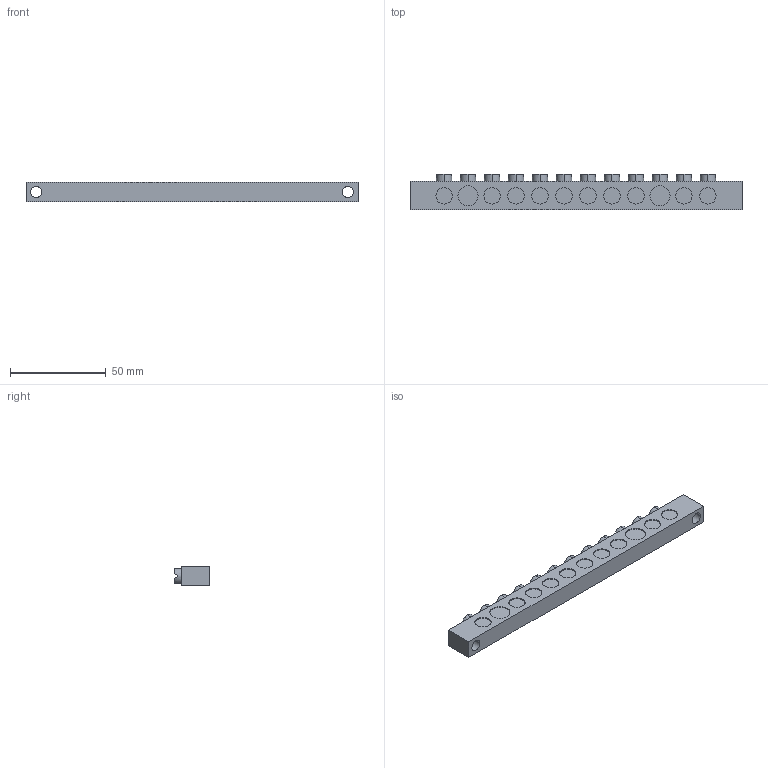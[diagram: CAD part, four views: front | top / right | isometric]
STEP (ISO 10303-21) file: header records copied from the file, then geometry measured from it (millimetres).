
FILE_DESCRIPTION (( 'STEP AP203' ), '1' );
FILE_NAME ('10x15mm - 12 Delikli Pano Topraklama Klemensi.STEP', '2019-01-08T07:44:16', ( '' ), ( '' ), 'SwSTEP 2.0', 'SolidWorks 2011', '' );
FILE_SCHEMA (( 'CONFIG_CONTROL_DESIGN' ));
Length unit declared in the file: millimetre
Products named in the file (1): 10x15mm - 12 Delikli Pano Topraklama Klemensi
Bounding box: 173 x 18.7 x 10 mm (x, y, z)
Volume: 25725.7 mm3; surface area: 11290.2 mm2
Topology: 1 solids, 1 shells, 270 faces, 688 edges, 456 vertices
Faces by surface type: plane 186, cylinder 80, cone 4
Entity records: 8261 total; most frequent: CARTESIAN_POINT 1559, DIRECTION 1390, ORIENTED_EDGE 1376, EDGE_CURVE 688, AXIS2_PLACEMENT_3D 479, VERTEX_POINT 456, LINE 432, VECTOR 432
